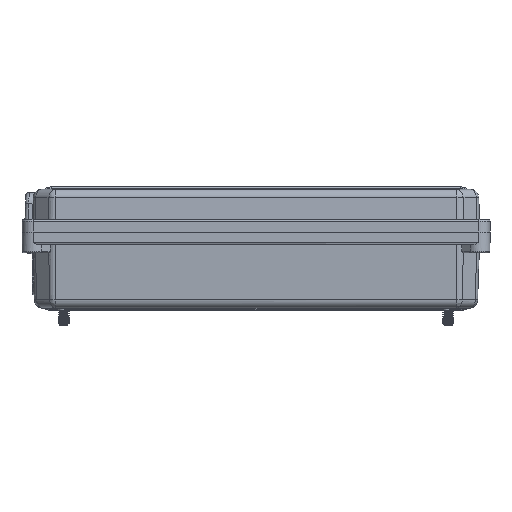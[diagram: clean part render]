
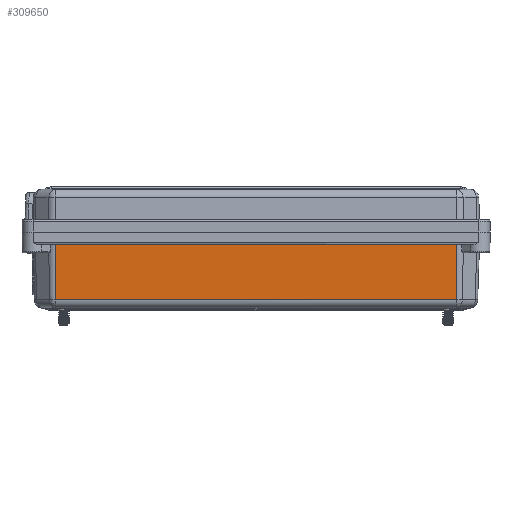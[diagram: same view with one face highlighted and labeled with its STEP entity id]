
A CAD part, left-side view. The second image highlights one B-rep face of the part: STEP entity #309650.
In plain terms, the highlighted planar face has unit normal (-0.999, 0, -0.035).
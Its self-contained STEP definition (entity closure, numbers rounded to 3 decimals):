
#138940=CARTESIAN_POINT('',(-85.58,120.1,4.826
));
#138950=VERTEX_POINT('',#138940);
#139000=CARTESIAN_POINT('',(-85.58,-120.1,4.826
));
#139010=DIRECTION('',(0.,1.,
0.));
#139020=VECTOR('',#139010,240.2);
#139030=LINE('',#139000,#139020);
#139040=CARTESIAN_POINT('',(-85.58,-120.1,4.826
));
#139050=VERTEX_POINT('',#139040);
#139060=EDGE_CURVE('',#139050,#138950,#139030,.T.);
#140470=CARTESIAN_POINT('',(-86.738,120.1,38.));
#140480=VERTEX_POINT('',#140470);
#140510=CARTESIAN_POINT('',(-85.58,120.1,4.826
));
#140520=DIRECTION('',(-0.035,0.,
0.999));
#140530=VECTOR('',#140520,33.195);
#140540=LINE('',#140510,#140530);
#140550=EDGE_CURVE('',#138950,#140480,#140540,.T.);
#299700=CARTESIAN_POINT('',(-86.738,-120.1,38.));
#299710=VERTEX_POINT('',#299700);
#299740=CARTESIAN_POINT('',(-86.738,120.1,38.));
#299750=DIRECTION('',(0.,-1.,0.));
#299760=VECTOR('',#299750,240.2);
#299770=LINE('',#299740,#299760);
#299780=EDGE_CURVE('',#140480,#299710,#299770,.T.);
#309490=CARTESIAN_POINT('',(-87.,124.537,45.5));
#309500=DIRECTION('',(0.999,-0.,0.035));
#309510=DIRECTION('',(0.,1.,0.));
#309520=AXIS2_PLACEMENT_3D('',#309490,#309500,#309510);
#309530=PLANE('',#309520);
#309540=ORIENTED_EDGE('',*,*,#140550,.F.);
#309550=ORIENTED_EDGE('',*,*,#299780,.F.);
#309560=CARTESIAN_POINT('',(-85.58,-120.1,4.826
));
#309570=DIRECTION('',(-0.035,0.,
0.999));
#309580=VECTOR('',#309570,33.194);
#309590=LINE('',#309560,#309580);
#309600=EDGE_CURVE('',#139050,#299710,#309590,.T.);
#309610=ORIENTED_EDGE('',*,*,#309600,.T.);
#309620=ORIENTED_EDGE('',*,*,#139060,.F.);
#309630=EDGE_LOOP('',(#309620,#309610,#309550,#309540));
#309640=FACE_OUTER_BOUND('',#309630,.T.);
#309650=ADVANCED_FACE('',(#309640),#309530,.F.);
